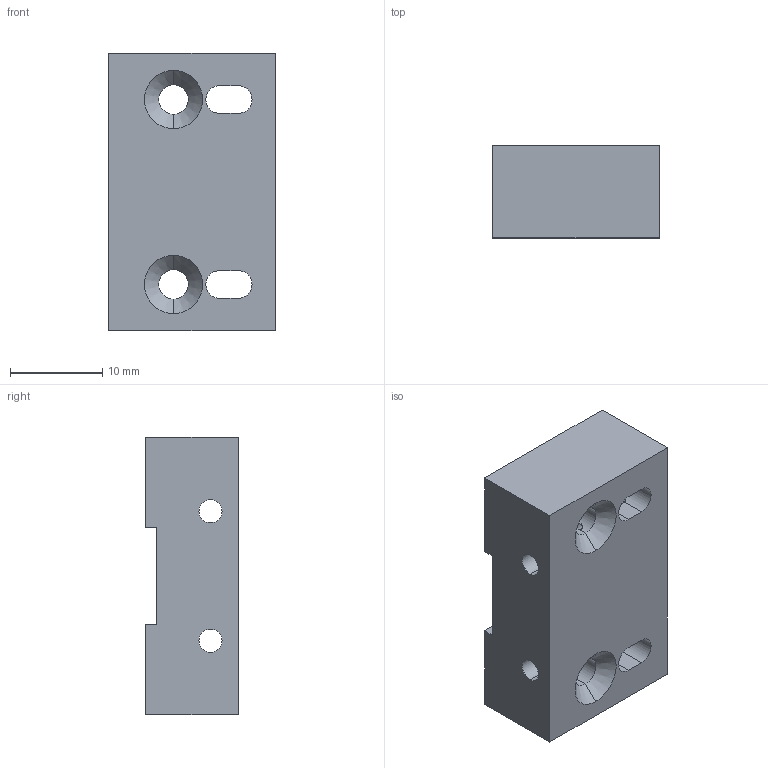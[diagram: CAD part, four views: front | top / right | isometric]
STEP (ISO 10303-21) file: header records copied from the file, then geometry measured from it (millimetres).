
FILE_DESCRIPTION(('Open CASCADE Model'),'2;1');
FILE_NAME('Open CASCADE Shape Model','2022-05-03T13:11:28',( 'Analysis Situs'),('Analysis Situs'), 'Open CASCADE STEP processor 7.4','Analysis Situs 1.1.0','Unknown');
FILE_SCHEMA(('AUTOMOTIVE_DESIGN { 1 0 10303 214 1 1 1 1 }'));
Length unit declared in the file: millimetre
Products named in the file (1): Open CASCADE STEP translator 7.4 1
Bounding box: 18 x 10 x 30 mm (x, y, z)
Volume: 4413.6 mm3; surface area: 2700.9 mm2
Topology: 1 solids, 1 shells, 48 faces, 146 edges, 90 vertices
Faces by surface type: plane 20, cylinder 16, cone 12
Entity records: 4460 total; most frequent: CARTESIAN_POINT 1615, DIRECTION 514, LINE 312, VECTOR 312, ORIENTED_EDGE 292, PCURVE 292, DEFINITIONAL_REPRESENTATION 292, EDGE_CURVE 146
